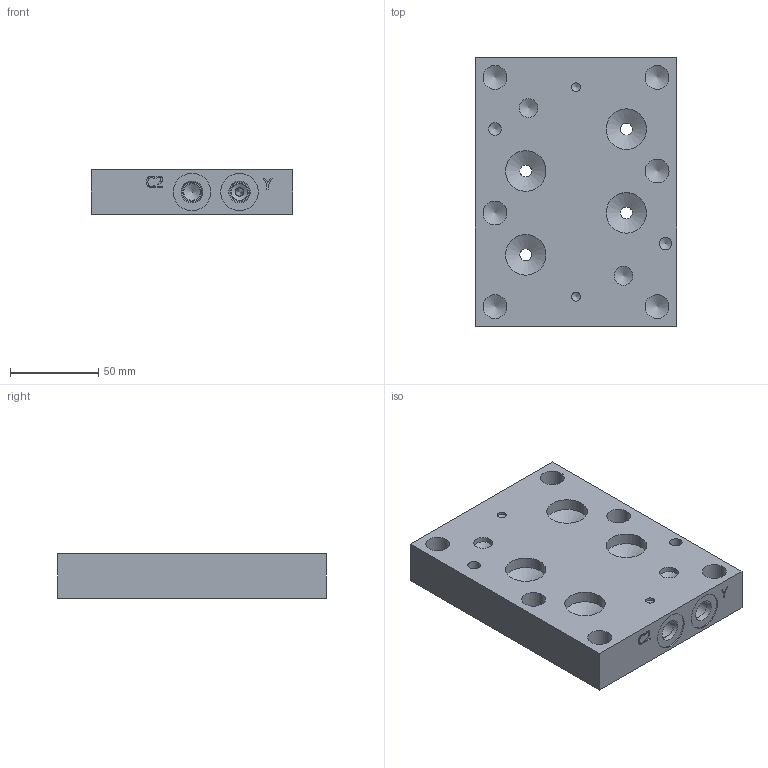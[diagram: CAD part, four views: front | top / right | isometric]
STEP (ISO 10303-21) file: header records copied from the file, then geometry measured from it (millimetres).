
FILE_DESCRIPTION(/* description */ (''),/* implementation_level */ '2;1');
FILE_NAME(/* name */ '_D08TPXY4S.stp',/* time_stamp */ '2020-03-12T07:38:05-04:00',/* author */ ('alexanderw'),/* organization */ (''),/* preprocessor_version */ 'ST-DEVELOPER v17',/* originating_system */ 'Autodesk Inventor 2019',/* authorisation */ '');
FILE_SCHEMA (('AUTOMOTIVE_DESIGN { 1 0 10303 214 3 1 1 }'));
Length unit declared in the file: millimetre
Products named in the file (1): Part_AD08TPXY4S_3D
Bounding box: 114.3 x 152.4 x 25.4 mm (x, y, z)
Volume: 373323.5 mm3; surface area: 62907.5 mm2
Topology: 1 solids, 1 shells, 511 faces, 1424 edges, 962 vertices
Faces by surface type: plane 301, bspline 115, cylinder 51, cone 44
Full cylindrical faces by diameter (mm): 5.004 x2, 6.35 x2, 7.137 x2, 9.525 x4, 9.881 x4, 10.719 x2, 11.125 x4, 12.395 x1, 13.513 x12, 21.285 x4, 23.012 x6, 23.017 x2, 25.4 x2, 33.35 x4
Entity records: 17299 total; most frequent: CARTESIAN_POINT 4369, ORIENTED_EDGE 2800, DIRECTION 2168, EDGE_CURVE 1400, LINE 966, VECTOR 966, VERTEX_POINT 962, AXIS2_PLACEMENT_3D 601
